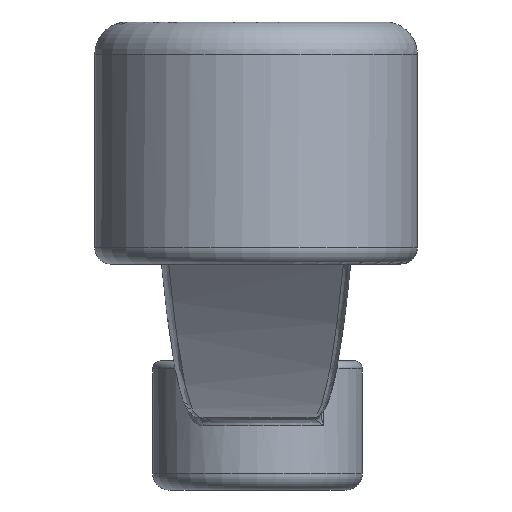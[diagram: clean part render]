
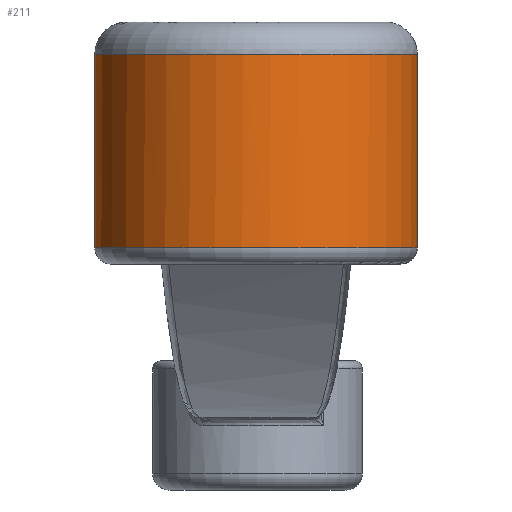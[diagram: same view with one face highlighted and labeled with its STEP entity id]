
A CAD part, left-side view. The second image highlights one B-rep face of the part: STEP entity #211.
In plain terms, the highlighted cylindrical face has radius 10 mm (diameter 20 mm), a full revolution.
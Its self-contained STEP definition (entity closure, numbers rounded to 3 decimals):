
#211=ADVANCED_FACE('',(#407,#408),#267,.T.);
#267=CYLINDRICAL_SURFACE('',#1016,10.);
#285=B_SPLINE_CURVE_WITH_KNOTS('',3,(#1377,#1378,#1379,#1380,#1381,#1382,
#1383,#1384,#1385,#1386,#1387,#1388,#1389,#1390,#1391,#1392),.UNSPECIFIED.,
.F.,.F.,(4,3,3,3,3,4),(0.,0.284,0.561,0.752,
0.913,1.),.UNSPECIFIED.);
#286=B_SPLINE_CURVE_WITH_KNOTS('',3,(#1402,#1403,#1404,#1405),.UNSPECIFIED.,
.F.,.F.,(4,4),(0.,1.),.UNSPECIFIED.);
#342=LINE('',#1394,#380);
#343=LINE('',#1398,#381);
#380=VECTOR('',#1132,1.);
#381=VECTOR('',#1135,1.);
#407=FACE_BOUND('',#428,.T.);
#408=FACE_BOUND('',#429,.T.);
#428=EDGE_LOOP('',(#516));
#429=EDGE_LOOP('',(#517,#518,#519,#520,#521,#522,#523));
#516=ORIENTED_EDGE('',*,*,#852,.T.);
#517=ORIENTED_EDGE('',*,*,#853,.T.);
#518=ORIENTED_EDGE('',*,*,#854,.T.);
#519=ORIENTED_EDGE('',*,*,#855,.T.);
#520=ORIENTED_EDGE('',*,*,#856,.T.);
#521=ORIENTED_EDGE('',*,*,#857,.T.);
#522=ORIENTED_EDGE('',*,*,#858,.T.);
#523=ORIENTED_EDGE('',*,*,#859,.T.);
#772=VERTEX_POINT('',#1373);
#773=VERTEX_POINT('',#1375);
#774=VERTEX_POINT('',#1376);
#775=VERTEX_POINT('',#1393);
#776=VERTEX_POINT('',#1395);
#777=VERTEX_POINT('',#1397);
#778=VERTEX_POINT('',#1399);
#779=VERTEX_POINT('',#1401);
#852=EDGE_CURVE('',#772,#772,#965,.T.);
#853=EDGE_CURVE('',#773,#774,#966,.T.);
#854=EDGE_CURVE('',#774,#775,#285,.T.);
#855=EDGE_CURVE('',#775,#776,#342,.T.);
#856=EDGE_CURVE('',#776,#777,#967,.T.);
#857=EDGE_CURVE('',#777,#778,#343,.T.);
#858=EDGE_CURVE('',#778,#779,#968,.T.);
#859=EDGE_CURVE('',#779,#773,#286,.T.);
#965=CIRCLE('',#1012,10.);
#966=CIRCLE('',#1013,10.);
#967=CIRCLE('',#1014,10.);
#968=CIRCLE('',#1015,10.);
#1012=AXIS2_PLACEMENT_3D('',#1372,#1128,#1129);
#1013=AXIS2_PLACEMENT_3D('',#1374,#1130,#1131);
#1014=AXIS2_PLACEMENT_3D('',#1396,#1133,#1134);
#1015=AXIS2_PLACEMENT_3D('',#1400,#1136,#1137);
#1016=AXIS2_PLACEMENT_3D('',#1406,#1138,#1139);
#1128=DIRECTION('',(0.,0.,-1.));
#1129=DIRECTION('',(1.,0.,0.));
#1130=DIRECTION('',(0.,0.,1.));
#1131=DIRECTION('',(1.,0.,0.));
#1132=DIRECTION('',(0.,0.,-1.));
#1133=DIRECTION('',(0.,0.,1.));
#1134=DIRECTION('',(1.,0.,0.));
#1135=DIRECTION('',(0.,0.,1.));
#1136=DIRECTION('',(0.,0.,1.));
#1137=DIRECTION('',(1.,0.,0.));
#1138=DIRECTION('',(0.,0.,-1.));
#1139=DIRECTION('',(-1.,0.,0.));
#1372=CARTESIAN_POINT('',(122.653,149.877,13.));
#1373=CARTESIAN_POINT('',(132.653,149.877,13.));
#1374=CARTESIAN_POINT('',(122.653,149.877,5.5));
#1375=CARTESIAN_POINT('',(132.014,153.393,5.5));
#1376=CARTESIAN_POINT('',(131.194,155.078,5.5));
#1377=CARTESIAN_POINT('',(131.194,155.078,5.5));
#1378=CARTESIAN_POINT('',(131.11,155.215,5.5));
#1379=CARTESIAN_POINT('',(131.021,155.353,5.47));
#1380=CARTESIAN_POINT('',(130.937,155.478,5.412));
#1381=CARTESIAN_POINT('',(130.854,155.6,5.356));
#1382=CARTESIAN_POINT('',(130.773,155.715,5.273));
#1383=CARTESIAN_POINT('',(130.704,155.808,5.166));
#1384=CARTESIAN_POINT('',(130.656,155.873,5.092));
#1385=CARTESIAN_POINT('',(130.613,155.929,5.005));
#1386=CARTESIAN_POINT('',(130.581,155.971,4.91));
#1387=CARTESIAN_POINT('',(130.554,156.007,4.83));
#1388=CARTESIAN_POINT('',(130.533,156.033,4.741));
#1389=CARTESIAN_POINT('',(130.522,156.047,4.65));
#1390=CARTESIAN_POINT('',(130.517,156.054,4.601));
#1391=CARTESIAN_POINT('',(130.514,156.058,4.55));
#1392=CARTESIAN_POINT('',(130.514,156.058,4.5));
#1393=CARTESIAN_POINT('',(130.514,156.058,4.5));
#1394=CARTESIAN_POINT('',(130.514,156.058,15.));
#1395=CARTESIAN_POINT('',(130.514,156.058,1.));
#1396=CARTESIAN_POINT('',(122.653,149.877,1.));
#1397=CARTESIAN_POINT('',(130.514,143.696,1.));
#1398=CARTESIAN_POINT('',(130.514,143.696,15.));
#1399=CARTESIAN_POINT('',(130.514,143.696,5.5));
#1400=CARTESIAN_POINT('',(122.653,149.877,5.5));
#1401=CARTESIAN_POINT('',(132.014,146.361,5.5));
#1402=CARTESIAN_POINT('',(132.014,146.361,5.5));
#1403=CARTESIAN_POINT('',(132.854,148.597,5.098));
#1404=CARTESIAN_POINT('',(132.854,151.157,5.098));
#1405=CARTESIAN_POINT('',(132.014,153.393,5.5));
#1406=CARTESIAN_POINT('',(122.653,149.877,15.));
